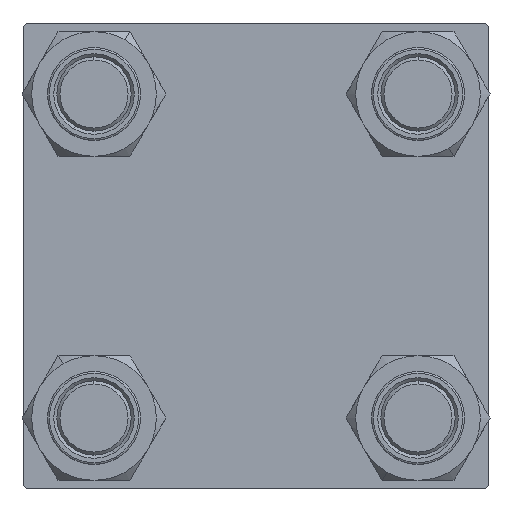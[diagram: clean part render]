
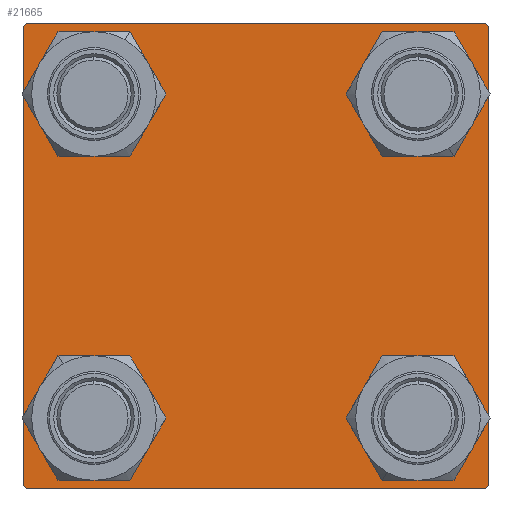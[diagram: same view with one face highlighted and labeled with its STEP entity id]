
A CAD part, left-side view. The second image highlights one B-rep face of the part: STEP entity #21665.
In plain terms, the highlighted planar face has unit normal (-1, 0, 0).
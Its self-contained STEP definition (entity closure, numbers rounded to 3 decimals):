
#362 = LINE ( 'NONE', #30692, #2743 ) ;
#402 = CARTESIAN_POINT ( 'NONE',  ( 0., -26.15, -26.15 ) ) ;
#739 = EDGE_CURVE ( 'NONE', #21455, #29035, #17564, .T. ) ;
#847 = LINE ( 'NONE', #31431, #17250 ) ;
#962 = CARTESIAN_POINT ( 'NONE',  ( 0., 26.15, 32.65 ) ) ;
#1321 = DIRECTION ( 'NONE',  ( -1., 0., 0. ) ) ;
#1396 = CARTESIAN_POINT ( 'NONE',  ( 0., 26.15, -26.15 ) ) ;
#2156 = VERTEX_POINT ( 'NONE', #27927 ) ;
#2443 = FACE_BOUND ( 'NONE', #29156, .T. ) ;
#2743 = VECTOR ( 'NONE', #19720, 1000. ) ;
#4119 = EDGE_CURVE ( 'NONE', #49644, #2156, #25131, .T. ) ;
#4389 = LINE ( 'NONE', #9417, #9181 ) ;
#4466 = DIRECTION ( 'NONE',  ( 1., 0., 0. ) ) ;
#4728 = DIRECTION ( 'NONE',  ( 1., 0., 0. ) ) ;
#4769 = AXIS2_PLACEMENT_3D ( 'NONE', #39633, #4728, #50093 ) ;
#5169 = EDGE_LOOP ( 'NONE', ( #31984, #26359 ) ) ;
#5212 = DIRECTION ( 'NONE',  ( 0., 0., 1. ) ) ;
#6498 = VECTOR ( 'NONE', #27810, 1000. ) ;
#6645 = ORIENTED_EDGE ( 'NONE', *, *, #46717, .T. ) ;
#6703 = DIRECTION ( 'NONE',  ( 1., 0., 0. ) ) ;
#6803 = VERTEX_POINT ( 'NONE', #8901 ) ;
#6962 = EDGE_CURVE ( 'NONE', #34508, #39128, #45018, .T. ) ;
#7232 = CARTESIAN_POINT ( 'NONE',  ( 0., 26.15, -19.65 ) ) ;
#7345 = ORIENTED_EDGE ( 'NONE', *, *, #18507, .T. ) ;
#7519 = EDGE_LOOP ( 'NONE', ( #13066, #39392 ) ) ;
#8695 = CARTESIAN_POINT ( 'NONE',  ( 0., 37., 37.5 ) ) ;
#8901 = CARTESIAN_POINT ( 'NONE',  ( 0., -37.5, -37. ) ) ;
#8915 = ORIENTED_EDGE ( 'NONE', *, *, #18174, .T. ) ;
#9181 = VECTOR ( 'NONE', #15869, 1000. ) ;
#9220 = CARTESIAN_POINT ( 'NONE',  ( 0., -37., 37.5 ) ) ;
#9417 = CARTESIAN_POINT ( 'NONE',  ( 0., -37.25, 37.25 ) ) ;
#9664 = CARTESIAN_POINT ( 'NONE',  ( 0., -37.25, -37.25 ) ) ;
#10404 = DIRECTION ( 'NONE',  ( 0., -0.707, -0.707 ) ) ;
#10921 = ORIENTED_EDGE ( 'NONE', *, *, #23239, .T. ) ;
#10999 = AXIS2_PLACEMENT_3D ( 'NONE', #33965, #6703, #42094 ) ;
#11291 = LINE ( 'NONE', #12282, #6498 ) ;
#11661 = CARTESIAN_POINT ( 'NONE',  ( 0., 26.15, 19.65 ) ) ;
#11834 = DIRECTION ( 'NONE',  ( 0., 0., -1. ) ) ;
#11847 = CARTESIAN_POINT ( 'NONE',  ( 0., 26.15, 26.15 ) ) ;
#11935 = LINE ( 'NONE', #23882, #18148 ) ;
#12282 = CARTESIAN_POINT ( 'NONE',  ( 0., -37.5, 37.5 ) ) ;
#12593 = EDGE_CURVE ( 'NONE', #18057, #34508, #847, .T. ) ;
#13042 = FACE_BOUND ( 'NONE', #7519, .T. ) ;
#13066 = ORIENTED_EDGE ( 'NONE', *, *, #40975, .T. ) ;
#15440 = DIRECTION ( 'NONE',  ( 0., 0., 1. ) ) ;
#15869 = DIRECTION ( 'NONE',  ( 0., 0.707, 0.707 ) ) ;
#15993 = CARTESIAN_POINT ( 'NONE',  ( 0., -26.15, -19.65 ) ) ;
#16375 = DIRECTION ( 'NONE',  ( 0., -1., 0. ) ) ;
#16810 = VERTEX_POINT ( 'NONE', #11661 ) ;
#16861 = DIRECTION ( 'NONE',  ( 0., 0., 1. ) ) ;
#17250 = VECTOR ( 'NONE', #11834, 1000. ) ;
#17484 = DIRECTION ( 'NONE',  ( 1., 0., 0. ) ) ;
#17564 = CIRCLE ( 'NONE', #40320, 6.5 ) ;
#17679 = DIRECTION ( 'NONE',  ( 1., 0., 0. ) ) ;
#17984 = FACE_BOUND ( 'NONE', #5169, .T. ) ;
#18057 = VERTEX_POINT ( 'NONE', #50237 ) ;
#18148 = VECTOR ( 'NONE', #38680, 1000. ) ;
#18174 = EDGE_CURVE ( 'NONE', #49258, #31953, #4389, .T. ) ;
#18338 = CIRCLE ( 'NONE', #46785, 6.5 ) ;
#18507 = EDGE_CURVE ( 'NONE', #43963, #18057, #11935, .T. ) ;
#18553 = ORIENTED_EDGE ( 'NONE', *, *, #47245, .T. ) ;
#19313 = DIRECTION ( 'NONE',  ( 0., 0., 1. ) ) ;
#19720 = DIRECTION ( 'NONE',  ( 0., -1., 0. ) ) ;
#21427 = AXIS2_PLACEMENT_3D ( 'NONE', #31508, #47021, #19313 ) ;
#21455 = VERTEX_POINT ( 'NONE', #36843 ) ;
#21665 = ADVANCED_FACE ( 'NONE', ( #38363, #2443, #17984, #13042, #47900 ), #44092, .T. ) ;
#22478 = EDGE_CURVE ( 'NONE', #47235, #26082, #41836, .T. ) ;
#23239 = EDGE_CURVE ( 'NONE', #29035, #21455, #43514, .T. ) ;
#23882 = CARTESIAN_POINT ( 'NONE',  ( 0., 37.25, 37.25 ) ) ;
#23953 = EDGE_CURVE ( 'NONE', #26082, #47235, #18338, .T. ) ;
#24314 = DIRECTION ( 'NONE',  ( 1., 0., 0. ) ) ;
#25131 = CIRCLE ( 'NONE', #4769, 6.5 ) ;
#25805 = EDGE_LOOP ( 'NONE', ( #42556, #42793 ) ) ;
#25933 = LINE ( 'NONE', #9664, #27076 ) ;
#26082 = VERTEX_POINT ( 'NONE', #7232 ) ;
#26359 = ORIENTED_EDGE ( 'NONE', *, *, #22478, .T. ) ;
#26980 = CIRCLE ( 'NONE', #28608, 6.5 ) ;
#27076 = VECTOR ( 'NONE', #45030, 1000. ) ;
#27810 = DIRECTION ( 'NONE',  ( 0., 0., -1. ) ) ;
#27927 = CARTESIAN_POINT ( 'NONE',  ( 0., -26.15, 19.65 ) ) ;
#28209 = ORIENTED_EDGE ( 'NONE', *, *, #6962, .T. ) ;
#28249 = EDGE_CURVE ( 'NONE', #16810, #49535, #32218, .T. ) ;
#28339 = CARTESIAN_POINT ( 'NONE',  ( 0., 37.5, 37.5 ) ) ;
#28608 = AXIS2_PLACEMENT_3D ( 'NONE', #11847, #43134, #39327 ) ;
#29035 = VERTEX_POINT ( 'NONE', #15993 ) ;
#29156 = EDGE_LOOP ( 'NONE', ( #10921, #48882 ) ) ;
#29443 = CARTESIAN_POINT ( 'NONE',  ( 0., 26.15, 26.15 ) ) ;
#30078 = VECTOR ( 'NONE', #10404, 1000. ) ;
#30133 = CARTESIAN_POINT ( 'NONE',  ( 0., -37., -37.5 ) ) ;
#30692 = CARTESIAN_POINT ( 'NONE',  ( 0., 37.5, -37.5 ) ) ;
#30751 = EDGE_LOOP ( 'NONE', ( #33524, #28209, #6645, #18553, #38231, #8915, #38412, #7345 ) ) ;
#31431 = CARTESIAN_POINT ( 'NONE',  ( 0., 37.5, 37.5 ) ) ;
#31508 = CARTESIAN_POINT ( 'NONE',  ( 0., -26.15, 26.15 ) ) ;
#31762 = VERTEX_POINT ( 'NONE', #30133 ) ;
#31953 = VERTEX_POINT ( 'NONE', #9220 ) ;
#31984 = ORIENTED_EDGE ( 'NONE', *, *, #23953, .T. ) ;
#32218 = CIRCLE ( 'NONE', #40316, 6.5 ) ;
#32662 = LINE ( 'NONE', #28339, #45748 ) ;
#33524 = ORIENTED_EDGE ( 'NONE', *, *, #12593, .T. ) ;
#33965 = CARTESIAN_POINT ( 'NONE',  ( 0., -26.15, -26.15 ) ) ;
#34508 = VERTEX_POINT ( 'NONE', #36761 ) ;
#35852 = CARTESIAN_POINT ( 'NONE',  ( 0., -26.15, 32.65 ) ) ;
#36203 = EDGE_CURVE ( 'NONE', #49258, #6803, #11291, .T. ) ;
#36761 = CARTESIAN_POINT ( 'NONE',  ( 0., 37.5, -37. ) ) ;
#36843 = CARTESIAN_POINT ( 'NONE',  ( 0., -26.15, -32.65 ) ) ;
#36885 = CIRCLE ( 'NONE', #21427, 6.5 ) ;
#37925 = CARTESIAN_POINT ( 'NONE',  ( 0., 26.15, -32.65 ) ) ;
#38231 = ORIENTED_EDGE ( 'NONE', *, *, #36203, .F. ) ;
#38363 = FACE_BOUND ( 'NONE', #25805, .T. ) ;
#38412 = ORIENTED_EDGE ( 'NONE', *, *, #42680, .F. ) ;
#38680 = DIRECTION ( 'NONE',  ( 0., 0.707, -0.707 ) ) ;
#39128 = VERTEX_POINT ( 'NONE', #39549 ) ;
#39327 = DIRECTION ( 'NONE',  ( 0., 0., 1. ) ) ;
#39392 = ORIENTED_EDGE ( 'NONE', *, *, #28249, .T. ) ;
#39549 = CARTESIAN_POINT ( 'NONE',  ( 0., 37., -37.5 ) ) ;
#39633 = CARTESIAN_POINT ( 'NONE',  ( 0., -26.15, 26.15 ) ) ;
#40316 = AXIS2_PLACEMENT_3D ( 'NONE', #29443, #17484, #48532 ) ;
#40320 = AXIS2_PLACEMENT_3D ( 'NONE', #402, #4466, #46742 ) ;
#40975 = EDGE_CURVE ( 'NONE', #49535, #16810, #26980, .T. ) ;
#41196 = CARTESIAN_POINT ( 'NONE',  ( 0., 37.25, -37.25 ) ) ;
#41836 = CIRCLE ( 'NONE', #48328, 6.5 ) ;
#42094 = DIRECTION ( 'NONE',  ( 0., 0., 1. ) ) ;
#42556 = ORIENTED_EDGE ( 'NONE', *, *, #4119, .T. ) ;
#42680 = EDGE_CURVE ( 'NONE', #43963, #31953, #32662, .T. ) ;
#42793 = ORIENTED_EDGE ( 'NONE', *, *, #50010, .T. ) ;
#43134 = DIRECTION ( 'NONE',  ( 1., 0., 0. ) ) ;
#43514 = CIRCLE ( 'NONE', #10999, 6.5 ) ;
#43963 = VERTEX_POINT ( 'NONE', #8695 ) ;
#44092 = PLANE ( 'NONE',  #49176 ) ;
#45018 = LINE ( 'NONE', #41196, #30078 ) ;
#45030 = DIRECTION ( 'NONE',  ( 0., -0.707, 0.707 ) ) ;
#45748 = VECTOR ( 'NONE', #16375, 1000. ) ;
#46717 = EDGE_CURVE ( 'NONE', #39128, #31762, #362, .T. ) ;
#46742 = DIRECTION ( 'NONE',  ( 0., 0., 1. ) ) ;
#46785 = AXIS2_PLACEMENT_3D ( 'NONE', #50307, #24314, #15440 ) ;
#47021 = DIRECTION ( 'NONE',  ( 1., 0., 0. ) ) ;
#47235 = VERTEX_POINT ( 'NONE', #37925 ) ;
#47245 = EDGE_CURVE ( 'NONE', #31762, #6803, #25933, .T. ) ;
#47900 = FACE_OUTER_BOUND ( 'NONE', #30751, .T. ) ;
#48328 = AXIS2_PLACEMENT_3D ( 'NONE', #1396, #17679, #5212 ) ;
#48359 = CARTESIAN_POINT ( 'NONE',  ( 0., -37.5, 37. ) ) ;
#48532 = DIRECTION ( 'NONE',  ( 0., 0., 1. ) ) ;
#48882 = ORIENTED_EDGE ( 'NONE', *, *, #739, .T. ) ;
#49176 = AXIS2_PLACEMENT_3D ( 'NONE', #50304, #1321, #16861 ) ;
#49258 = VERTEX_POINT ( 'NONE', #48359 ) ;
#49535 = VERTEX_POINT ( 'NONE', #962 ) ;
#49644 = VERTEX_POINT ( 'NONE', #35852 ) ;
#50010 = EDGE_CURVE ( 'NONE', #2156, #49644, #36885, .T. ) ;
#50093 = DIRECTION ( 'NONE',  ( 0., 0., 1. ) ) ;
#50237 = CARTESIAN_POINT ( 'NONE',  ( 0., 37.5, 37. ) ) ;
#50304 = CARTESIAN_POINT ( 'NONE',  ( 0., 0., 0. ) ) ;
#50307 = CARTESIAN_POINT ( 'NONE',  ( 0., 26.15, -26.15 ) ) ;
